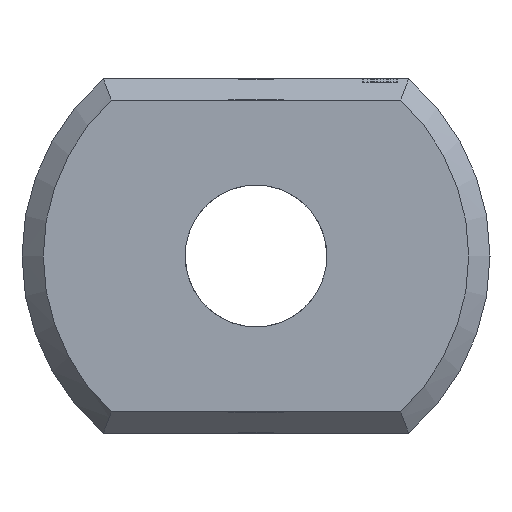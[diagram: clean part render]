
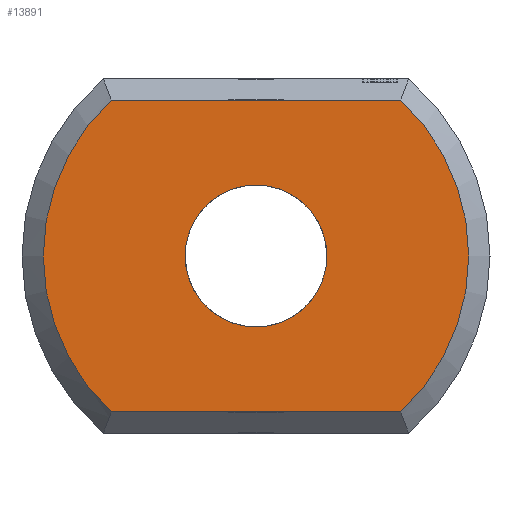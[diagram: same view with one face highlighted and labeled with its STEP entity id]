
A CAD part, left-side view. The second image highlights one B-rep face of the part: STEP entity #13891.
In plain terms, the highlighted planar face has unit normal (-1, 0, 0).
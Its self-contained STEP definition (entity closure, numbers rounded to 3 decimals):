
#3461 = VERTEX_POINT('',#3462);
#3462 = CARTESIAN_POINT('',(0.,-2.04,2.2));
#3471 = VERTEX_POINT('',#3472);
#3472 = CARTESIAN_POINT('',(0.,-2.04,-2.2));
#3479 = EDGE_CURVE('',#3461,#3471,#3480,.T.);
#3480 = CIRCLE('',#3481,3.);
#3481 = AXIS2_PLACEMENT_3D('',#3482,#3483,#3484);
#3482 = CARTESIAN_POINT('',(0.,0.,0.));
#3483 = DIRECTION('',(1.,0.,0.));
#3484 = DIRECTION('',(0.,-0.653,0.758)
  );
#4152 = VERTEX_POINT('',#4153);
#4153 = CARTESIAN_POINT('',(0.,2.04,2.2));
#4160 = EDGE_CURVE('',#3461,#4152,#4161,.T.);
#4161 = LINE('',#4162,#4163);
#4162 = CARTESIAN_POINT('',(0.,-2.154,2.2));
#4163 = VECTOR('',#4164,1.);
#4164 = DIRECTION('',(0.,1.,0.));
#13891 = ADVANCED_FACE('',(#13892,#13911),#13922,.F.);
#13892 = FACE_BOUND('',#13893,.F.);
#13893 = EDGE_LOOP('',(#13894,#13903,#13904,#13905));
#13894 = ORIENTED_EDGE('',*,*,#13895,.T.);
#13895 = EDGE_CURVE('',#13896,#4152,#13898,.T.);
#13896 = VERTEX_POINT('',#13897);
#13897 = CARTESIAN_POINT('',(0.,2.04,-2.2));
#13898 = CIRCLE('',#13899,3.);
#13899 = AXIS2_PLACEMENT_3D('',#13900,#13901,#13902);
#13900 = CARTESIAN_POINT('',(0.,0.,0.));
#13901 = DIRECTION('',(1.,0.,0.));
#13902 = DIRECTION('',(0.,0.653,-0.758)
  );
#13903 = ORIENTED_EDGE('',*,*,#4160,.F.);
#13904 = ORIENTED_EDGE('',*,*,#3479,.T.);
#13905 = ORIENTED_EDGE('',*,*,#13906,.T.);
#13906 = EDGE_CURVE('',#3471,#13896,#13907,.T.);
#13907 = LINE('',#13908,#13909);
#13908 = CARTESIAN_POINT('',(0.,-2.154,-2.2));
#13909 = VECTOR('',#13910,1.);
#13910 = DIRECTION('',(0.,1.,0.));
#13911 = FACE_BOUND('',#13912,.T.);
#13912 = EDGE_LOOP('',(#13913));
#13913 = ORIENTED_EDGE('',*,*,#13914,.T.);
#13914 = EDGE_CURVE('',#13915,#13915,#13917,.T.);
#13915 = VERTEX_POINT('',#13916);
#13916 = CARTESIAN_POINT('',(0.,1.,0.)
  );
#13917 = CIRCLE('',#13918,1.);
#13918 = AXIS2_PLACEMENT_3D('',#13919,#13920,#13921);
#13919 = CARTESIAN_POINT('',(0.,0.,0.));
#13920 = DIRECTION('',(1.,0.,0.));
#13921 = DIRECTION('',(0.,1.,0.));
#13922 = PLANE('',#13923);
#13923 = AXIS2_PLACEMENT_3D('',#13924,#13925,#13926);
#13924 = CARTESIAN_POINT('',(0.,0.,0.));
#13925 = DIRECTION('',(1.,0.,0.));
#13926 = DIRECTION('',(0.,0.,1.));
